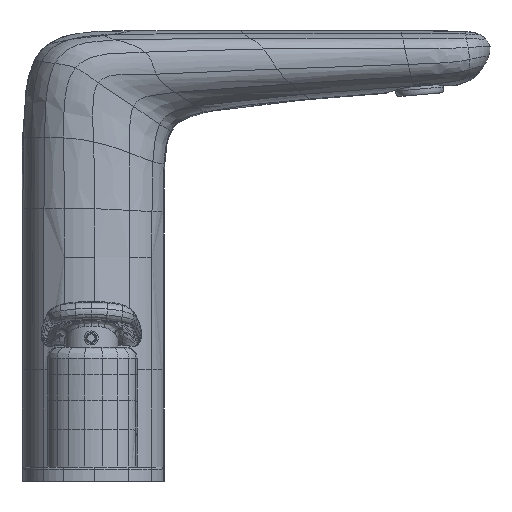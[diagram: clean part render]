
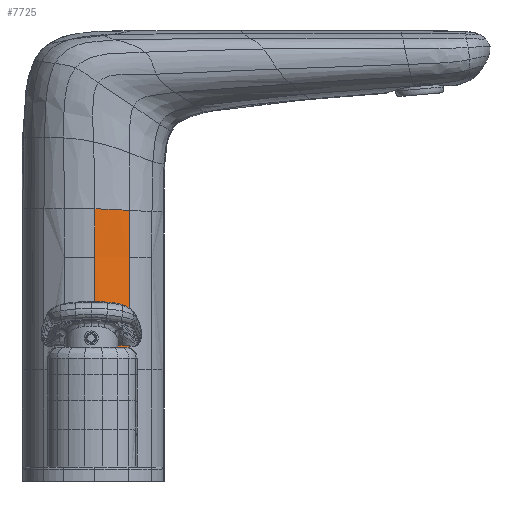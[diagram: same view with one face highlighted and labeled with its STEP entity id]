
A CAD part, left-side view. The second image highlights one B-rep face of the part: STEP entity #7725.
In plain terms, the highlighted free-form (B-spline) face has degree [3, 1] with [5, 2] control points.
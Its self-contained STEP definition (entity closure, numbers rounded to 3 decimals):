
#453=LINE('',#23482,#711);
#454=LINE('',#23521,#712);
#471=LINE('',#31633,#729);
#472=LINE('',#31644,#730);
#711=VECTOR('',#8654,17.015);
#712=VECTOR('',#8655,16.464);
#729=VECTOR('',#8686,39.347);
#730=VECTOR('',#8687,39.347);
#1137=B_SPLINE_SURFACE_WITH_KNOTS('',3,1,((#31634,#31635),(#31636,#31637),
(#31638,#31639),(#31640,#31641),(#31642,#31643)),.UNSPECIFIED.,.F.,.F.,
 .F.,(4,1,4),(2,2),(0.,0.01,1.),(-0.808,56.681),
 .UNSPECIFIED.);
#1742=FACE_OUTER_BOUND('',#2290,.T.);
#2290=EDGE_LOOP('',(#7088,#7089,#7090,#7091,#7092,#7093));
#2804=B_SPLINE_CURVE_WITH_KNOTS('',3,(#23218,#23219,#23220,#23221,#23222),
 .UNSPECIFIED.,.F.,.F.,(4,1,4),(0.,0.5,1.),.UNSPECIFIED.);
#3058=B_SPLINE_CURVE_WITH_KNOTS('',3,(#31349,#31350,#31351,#31352,#31353),
 .UNSPECIFIED.,.F.,.F.,(4,1,4),(0.,0.5,1.),.UNSPECIFIED.);
#3542=VERTEX_POINT('',#23185);
#3544=VERTEX_POINT('',#23216);
#3562=VERTEX_POINT('',#23469);
#3564=VERTEX_POINT('',#23477);
#3565=VERTEX_POINT('',#23493);
#3567=VERTEX_POINT('',#23520);
#4544=EDGE_CURVE('',#3542,#3544,#2804,.T.);
#4572=EDGE_CURVE('',#3562,#3564,#453,.T.);
#4574=EDGE_CURVE('',#3567,#3565,#454,.T.);
#4821=EDGE_CURVE('',#3562,#3565,#3058,.T.);
#4844=EDGE_CURVE('',#3567,#3544,#471,.T.);
#4845=EDGE_CURVE('',#3564,#3542,#472,.T.);
#7088=ORIENTED_EDGE('',*,*,#4844,.F.);
#7089=ORIENTED_EDGE('',*,*,#4574,.T.);
#7090=ORIENTED_EDGE('',*,*,#4821,.F.);
#7091=ORIENTED_EDGE('',*,*,#4572,.T.);
#7092=ORIENTED_EDGE('',*,*,#4845,.T.);
#7093=ORIENTED_EDGE('',*,*,#4544,.T.);
#7725=ADVANCED_FACE('',(#1742),#1137,.T.);
#8654=DIRECTION('',(0.,0.,-1.));
#8655=DIRECTION('',(0.,0.,1.));
#8686=DIRECTION('',(0.,0.,-1.));
#8687=DIRECTION('',(0.,0.,-1.));
#23185=CARTESIAN_POINT('',(-24.679,0.331,36.263));
#23216=CARTESIAN_POINT('',(-21.254,-11.815,36.263));
#23218=CARTESIAN_POINT('Ctrl Pts',(-24.679,0.331,
36.263));
#23219=CARTESIAN_POINT('Ctrl Pts',(-24.496,-1.731,36.263));
#23220=CARTESIAN_POINT('Ctrl Pts',(-23.701,-6.037,36.263));
#23221=CARTESIAN_POINT('Ctrl Pts',(-22.184,-10.047,
36.263));
#23222=CARTESIAN_POINT('Ctrl Pts',(-21.254,-11.815,
36.263));
#23469=CARTESIAN_POINT('',(-24.679,0.331,92.625));
#23477=CARTESIAN_POINT('',(-24.679,0.331,75.61));
#23482=CARTESIAN_POINT('',(-24.679,0.331,92.625));
#23493=CARTESIAN_POINT('',(-21.254,-11.815,92.074));
#23520=CARTESIAN_POINT('',(-21.254,-11.815,75.61));
#23521=CARTESIAN_POINT('',(-21.254,-11.815,75.61));
#31349=CARTESIAN_POINT('Ctrl Pts',(-24.679,0.331,
92.625));
#31350=CARTESIAN_POINT('Ctrl Pts',(-24.496,-1.733,
92.566));
#31351=CARTESIAN_POINT('Ctrl Pts',(-23.7,-6.038,
92.391));
#31352=CARTESIAN_POINT('Ctrl Pts',(-22.184,-10.048,
92.174));
#31353=CARTESIAN_POINT('Ctrl Pts',(-21.254,-11.815,92.074));
#31633=CARTESIAN_POINT('',(-21.254,-11.815,75.61));
#31634=CARTESIAN_POINT('Ctrl Pts',(-21.194,-11.927,
93.189));
#31635=CARTESIAN_POINT('Ctrl Pts',(-21.194,-11.927,
35.7));
#31636=CARTESIAN_POINT('Ctrl Pts',(-21.214,-11.89,
93.189));
#31637=CARTESIAN_POINT('Ctrl Pts',(-21.214,-11.89,
35.7));
#31638=CARTESIAN_POINT('Ctrl Pts',(-23.121,-8.29,93.189));
#31639=CARTESIAN_POINT('Ctrl Pts',(-23.121,-8.29,
35.7));
#31640=CARTESIAN_POINT('Ctrl Pts',(-24.338,-3.702,
93.189));
#31641=CARTESIAN_POINT('Ctrl Pts',(-24.338,-3.702,
35.7));
#31642=CARTESIAN_POINT('Ctrl Pts',(-24.689,0.457,93.189));
#31643=CARTESIAN_POINT('Ctrl Pts',(-24.689,0.457,
35.7));
#31644=CARTESIAN_POINT('',(-24.679,0.331,75.61));
